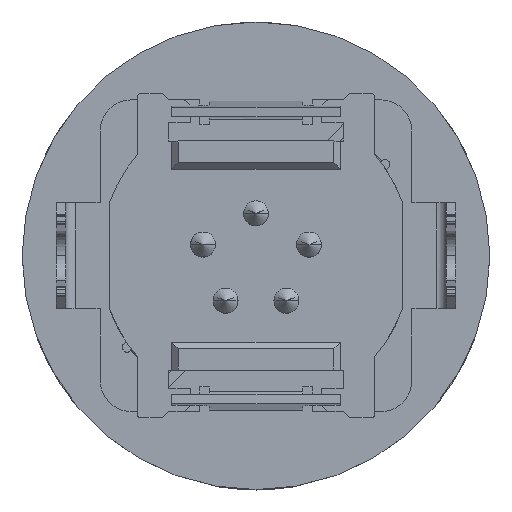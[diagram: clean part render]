
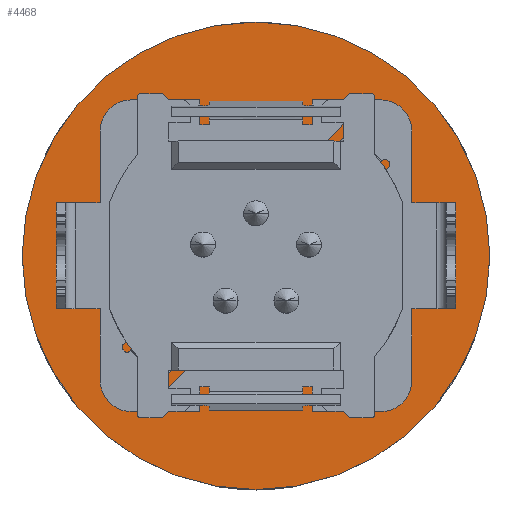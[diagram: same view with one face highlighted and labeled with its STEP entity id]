
A CAD part, top view. The second image highlights one B-rep face of the part: STEP entity #4468.
In plain terms, the highlighted planar face has unit normal (0, 0, 1).
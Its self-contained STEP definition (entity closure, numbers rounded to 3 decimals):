
#4362=AXIS2_PLACEMENT_3D('Plane Axis2P3D',#4359,#4360,#4361) ;
#4366=AXIS2_PLACEMENT_3D('Circle Axis2P3D',#4364,#4365,$) ;
#4375=AXIS2_PLACEMENT_3D('Circle Axis2P3D',#4373,#4374,$) ;
#4452=AXIS2_PLACEMENT_3D('Circle Axis2P3D',#4450,#4451,$) ;
#4461=AXIS2_PLACEMENT_3D('Circle Axis2P3D',#4459,#4460,$) ;
#4359=CARTESIAN_POINT('Axis2P3D Location',(7.5,1.85,12.5)) ;
#4364=CARTESIAN_POINT('Axis2P3D Location',(7.5,7.5,12.5)) ;
#4368=CARTESIAN_POINT('Vertex',(7.5,0.,12.5)) ;
#4370=CARTESIAN_POINT('Vertex',(7.5,15.,12.5)) ;
#4373=CARTESIAN_POINT('Axis2P3D Location',(7.5,7.5,12.5)) ;
#4382=CARTESIAN_POINT('Line Origine',(5.248,5.248,12.5)) ;
#4386=CARTESIAN_POINT('Vertex',(5.743,4.753,12.5)) ;
#4388=CARTESIAN_POINT('Vertex',(4.753,5.743,12.5)) ;
#4391=CARTESIAN_POINT('Line Origine',(5.632,4.642,12.5)) ;
#4395=CARTESIAN_POINT('Vertex',(5.522,4.532,12.5)) ;
#4398=CARTESIAN_POINT('Line Origine',(5.027,5.027,12.5)) ;
#4402=CARTESIAN_POINT('Vertex',(4.532,5.522,12.5)) ;
#4405=CARTESIAN_POINT('Line Origine',(4.642,5.632,12.5)) ;
#4416=CARTESIAN_POINT('Line Origine',(9.752,9.752,12.5)) ;
#4420=CARTESIAN_POINT('Vertex',(9.257,10.247,12.5)) ;
#4422=CARTESIAN_POINT('Vertex',(10.247,9.257,12.5)) ;
#4425=CARTESIAN_POINT('Line Origine',(9.368,10.358,12.5)) ;
#4429=CARTESIAN_POINT('Vertex',(9.478,10.468,12.5)) ;
#4432=CARTESIAN_POINT('Line Origine',(9.973,9.973,12.5)) ;
#4436=CARTESIAN_POINT('Vertex',(10.468,9.478,12.5)) ;
#4439=CARTESIAN_POINT('Line Origine',(10.358,9.368,12.5)) ;
#4450=CARTESIAN_POINT('Axis2P3D Location',(7.5,7.5,12.5)) ;
#4454=CARTESIAN_POINT('Vertex',(10.6,7.5,12.5)) ;
#4456=CARTESIAN_POINT('Vertex',(4.4,7.5,12.5)) ;
#4459=CARTESIAN_POINT('Axis2P3D Location',(7.5,7.5,12.5)) ;
#4360=DIRECTION('Axis2P3D Direction',(0.,0.,1.)) ;
#4361=DIRECTION('Axis2P3D XDirection',(1.,0.,0.)) ;
#4365=DIRECTION('Axis2P3D Direction',(0.,0.,1.)) ;
#4374=DIRECTION('Axis2P3D Direction',(0.,0.,1.)) ;
#4383=DIRECTION('Vector Direction',(-0.707,0.707,0.)) ;
#4392=DIRECTION('Vector Direction',(0.707,0.707,0.)) ;
#4399=DIRECTION('Vector Direction',(0.707,-0.707,0.)) ;
#4406=DIRECTION('Vector Direction',(-0.707,-0.707,0.)) ;
#4417=DIRECTION('Vector Direction',(0.707,-0.707,0.)) ;
#4426=DIRECTION('Vector Direction',(-0.707,-0.707,0.)) ;
#4433=DIRECTION('Vector Direction',(-0.707,0.707,0.)) ;
#4440=DIRECTION('Vector Direction',(0.707,0.707,0.)) ;
#4451=DIRECTION('Axis2P3D Direction',(0.,0.,1.)) ;
#4460=DIRECTION('Axis2P3D Direction',(0.,0.,1.)) ;
#4384=VECTOR('Line Direction',#4383,1.) ;
#4393=VECTOR('Line Direction',#4392,1.) ;
#4400=VECTOR('Line Direction',#4399,1.) ;
#4407=VECTOR('Line Direction',#4406,1.) ;
#4418=VECTOR('Line Direction',#4417,1.) ;
#4427=VECTOR('Line Direction',#4426,1.) ;
#4434=VECTOR('Line Direction',#4433,1.) ;
#4441=VECTOR('Line Direction',#4440,1.) ;
#4379=ORIENTED_EDGE('',*,*,#4372,.F.) ;
#4380=ORIENTED_EDGE('',*,*,#4377,.F.) ;
#4411=ORIENTED_EDGE('',*,*,#4390,.F.) ;
#4412=ORIENTED_EDGE('',*,*,#4397,.F.) ;
#4413=ORIENTED_EDGE('',*,*,#4404,.F.) ;
#4414=ORIENTED_EDGE('',*,*,#4409,.F.) ;
#4445=ORIENTED_EDGE('',*,*,#4424,.F.) ;
#4446=ORIENTED_EDGE('',*,*,#4431,.F.) ;
#4447=ORIENTED_EDGE('',*,*,#4438,.F.) ;
#4448=ORIENTED_EDGE('',*,*,#4443,.F.) ;
#4465=ORIENTED_EDGE('',*,*,#4458,.F.) ;
#4466=ORIENTED_EDGE('',*,*,#4463,.F.) ;
#4415=FACE_BOUND('',#4410,.T.) ;
#4449=FACE_BOUND('',#4444,.T.) ;
#4467=FACE_BOUND('',#4464,.T.) ;
#4468=ADVANCED_FACE('V3',(#4381,#4415,#4449,#4467),#4363,.T.) ;
#4367=CIRCLE('generated circle',#4366,7.5) ;
#4376=CIRCLE('generated circle',#4375,7.5) ;
#4453=CIRCLE('generated circle',#4452,3.1) ;
#4462=CIRCLE('generated circle',#4461,3.1) ;
#4372=EDGE_CURVE('',#4369,#4371,#4367,.F.) ;
#4377=EDGE_CURVE('',#4371,#4369,#4376,.F.) ;
#4390=EDGE_CURVE('',#4387,#4389,#4385,.T.) ;
#4397=EDGE_CURVE('',#4396,#4387,#4394,.T.) ;
#4404=EDGE_CURVE('',#4403,#4396,#4401,.T.) ;
#4409=EDGE_CURVE('',#4389,#4403,#4408,.T.) ;
#4424=EDGE_CURVE('',#4421,#4423,#4419,.T.) ;
#4431=EDGE_CURVE('',#4430,#4421,#4428,.T.) ;
#4438=EDGE_CURVE('',#4437,#4430,#4435,.T.) ;
#4443=EDGE_CURVE('',#4423,#4437,#4442,.T.) ;
#4458=EDGE_CURVE('',#4455,#4457,#4453,.T.) ;
#4463=EDGE_CURVE('',#4457,#4455,#4462,.T.) ;
#4378=EDGE_LOOP('',(#4379,#4380)) ;
#4410=EDGE_LOOP('',(#4411,#4412,#4413,#4414)) ;
#4444=EDGE_LOOP('',(#4445,#4446,#4447,#4448)) ;
#4464=EDGE_LOOP('',(#4465,#4466)) ;
#4381=FACE_OUTER_BOUND('',#4378,.T.) ;
#4385=LINE('Line',#4382,#4384) ;
#4394=LINE('Line',#4391,#4393) ;
#4401=LINE('Line',#4398,#4400) ;
#4408=LINE('Line',#4405,#4407) ;
#4419=LINE('Line',#4416,#4418) ;
#4428=LINE('Line',#4425,#4427) ;
#4435=LINE('Line',#4432,#4434) ;
#4442=LINE('Line',#4439,#4441) ;
#4363=PLANE('',#4362) ;
#4369=VERTEX_POINT('',#4368) ;
#4371=VERTEX_POINT('',#4370) ;
#4387=VERTEX_POINT('',#4386) ;
#4389=VERTEX_POINT('',#4388) ;
#4396=VERTEX_POINT('',#4395) ;
#4403=VERTEX_POINT('',#4402) ;
#4421=VERTEX_POINT('',#4420) ;
#4423=VERTEX_POINT('',#4422) ;
#4430=VERTEX_POINT('',#4429) ;
#4437=VERTEX_POINT('',#4436) ;
#4455=VERTEX_POINT('',#4454) ;
#4457=VERTEX_POINT('',#4456) ;
